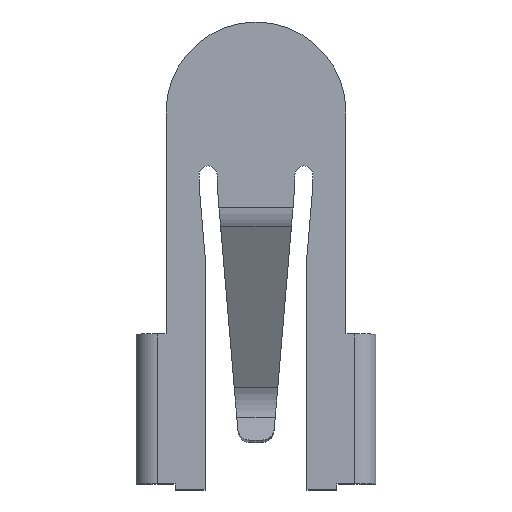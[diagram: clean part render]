
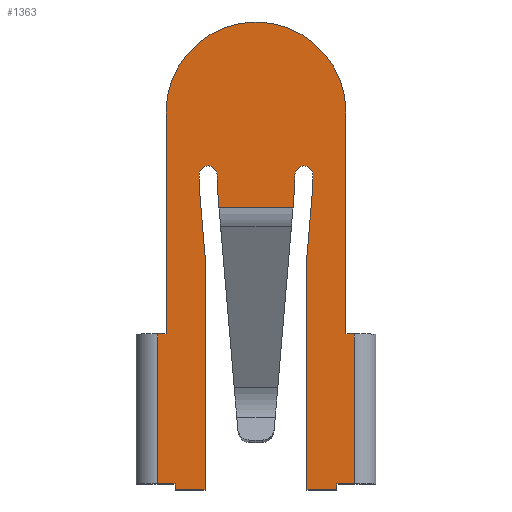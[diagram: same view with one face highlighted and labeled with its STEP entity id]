
A CAD part, top view. The second image highlights one B-rep face of the part: STEP entity #1363.
In plain terms, the highlighted planar face has unit normal (0, 0, 1).
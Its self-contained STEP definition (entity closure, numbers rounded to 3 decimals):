
#134=DIRECTION('',(1.,0.,0.));
#135=VECTOR('',#134,0.616);
#136=CARTESIAN_POINT('',(-0.308,1.4,0.));
#137=LINE('',#136,#135);
#138=DIRECTION('',(0.085,-0.996,0.));
#139=VECTOR('',#138,0.201);
#140=CARTESIAN_POINT('',(-0.325,1.6,0.));
#141=LINE('',#140,#139);
#142=DIRECTION('',(0.,-1.,0.));
#143=VECTOR('',#142,0.05);
#144=CARTESIAN_POINT('',(-0.325,1.65,0.));
#145=LINE('',#144,#143);
#146=DIRECTION('',(0.,-1.,0.));
#147=VECTOR('',#146,0.025);
#148=CARTESIAN_POINT('',(-0.325,1.675,0.));
#149=LINE('',#148,#147);
#150=CARTESIAN_POINT('',(-0.4,1.675,0.));
#151=DIRECTION('',(0.,0.,-1.));
#152=DIRECTION('',(-1.,0.,0.));
#153=AXIS2_PLACEMENT_3D('',#150,#151,#152);
#155=DIRECTION('',(0.,1.,0.));
#156=VECTOR('',#155,0.025);
#157=CARTESIAN_POINT('',(-0.475,1.65,0.));
#158=LINE('',#157,#156);
#159=DIRECTION('',(0.,1.,0.));
#160=VECTOR('',#159,0.056);
#161=CARTESIAN_POINT('',(-0.475,1.594,0.));
#162=LINE('',#161,#160);
#163=DIRECTION('',(-0.085,0.996,0.));
#164=VECTOR('',#163,0.592);
#165=CARTESIAN_POINT('',(-0.425,1.005,0.));
#166=LINE('',#165,#164);
#167=DIRECTION('',(0.,1.,0.));
#168=VECTOR('',#167,1.955);
#169=CARTESIAN_POINT('',(-0.425,-0.95,0.));
#170=LINE('',#169,#168);
#171=DIRECTION('',(1.,0.,0.));
#172=VECTOR('',#171,0.25);
#173=CARTESIAN_POINT('',(-0.675,-0.95,0.));
#174=LINE('',#173,#172);
#175=DIRECTION('',(0.,-1.,0.));
#176=VECTOR('',#175,0.05);
#177=CARTESIAN_POINT('',(-0.675,-0.9,0.));
#178=LINE('',#177,#176);
#179=DIRECTION('',(1.,0.,0.));
#180=VECTOR('',#179,0.145);
#181=CARTESIAN_POINT('',(-0.82,-0.9,0.));
#182=LINE('',#181,#180);
#183=DIRECTION('',(0.,1.,0.));
#184=VECTOR('',#183,1.25);
#185=CARTESIAN_POINT('',(-0.82,-0.9,0.));
#186=LINE('',#185,#184);
#187=DIRECTION('',(-1.,0.,0.));
#188=VECTOR('',#187,0.07);
#189=CARTESIAN_POINT('',(-0.75,0.35,0.));
#190=LINE('',#189,#188);
#191=DIRECTION('',(0.,-1.,0.));
#192=VECTOR('',#191,1.85);
#193=CARTESIAN_POINT('',(-0.75,2.2,0.));
#194=LINE('',#193,#192);
#195=CARTESIAN_POINT('',(0.,2.2,0.));
#196=DIRECTION('',(0.,0.,1.));
#197=DIRECTION('',(1.,0.,0.));
#198=AXIS2_PLACEMENT_3D('',#195,#196,#197);
#200=DIRECTION('',(0.,1.,0.));
#201=VECTOR('',#200,1.85);
#202=CARTESIAN_POINT('',(0.75,0.35,0.));
#203=LINE('',#202,#201);
#204=DIRECTION('',(-1.,0.,0.));
#205=VECTOR('',#204,0.07);
#206=CARTESIAN_POINT('',(0.82,0.35,0.));
#207=LINE('',#206,#205);
#208=DIRECTION('',(0.,-1.,0.));
#209=VECTOR('',#208,1.25);
#210=CARTESIAN_POINT('',(0.82,0.35,0.));
#211=LINE('',#210,#209);
#212=DIRECTION('',(1.,0.,0.));
#213=VECTOR('',#212,0.145);
#214=CARTESIAN_POINT('',(0.675,-0.9,0.));
#215=LINE('',#214,#213);
#216=DIRECTION('',(0.,1.,0.));
#217=VECTOR('',#216,0.05);
#218=CARTESIAN_POINT('',(0.675,-0.95,0.));
#219=LINE('',#218,#217);
#220=DIRECTION('',(1.,0.,0.));
#221=VECTOR('',#220,0.25);
#222=CARTESIAN_POINT('',(0.425,-0.95,0.));
#223=LINE('',#222,#221);
#224=DIRECTION('',(0.,-1.,0.));
#225=VECTOR('',#224,1.955);
#226=CARTESIAN_POINT('',(0.425,1.005,0.));
#227=LINE('',#226,#225);
#228=DIRECTION('',(-0.085,-0.996,0.));
#229=VECTOR('',#228,0.592);
#230=CARTESIAN_POINT('',(0.475,1.594,0.));
#231=LINE('',#230,#229);
#232=DIRECTION('',(0.,-1.,0.));
#233=VECTOR('',#232,0.056);
#234=CARTESIAN_POINT('',(0.475,1.65,0.));
#235=LINE('',#234,#233);
#236=DIRECTION('',(0.,-1.,0.));
#237=VECTOR('',#236,0.025);
#238=CARTESIAN_POINT('',(0.475,1.675,0.));
#239=LINE('',#238,#237);
#240=CARTESIAN_POINT('',(0.4,1.675,0.));
#241=DIRECTION('',(0.,0.,-1.));
#242=DIRECTION('',(-1.,0.,0.));
#243=AXIS2_PLACEMENT_3D('',#240,#241,#242);
#245=DIRECTION('',(0.,1.,0.));
#246=VECTOR('',#245,0.025);
#247=CARTESIAN_POINT('',(0.325,1.65,0.));
#248=LINE('',#247,#246);
#249=DIRECTION('',(0.,1.,0.));
#250=VECTOR('',#249,0.05);
#251=CARTESIAN_POINT('',(0.325,1.6,0.));
#252=LINE('',#251,#250);
#253=DIRECTION('',(0.085,0.996,0.));
#254=VECTOR('',#253,0.201);
#255=CARTESIAN_POINT('',(0.308,1.4,0.));
#256=LINE('',#255,#254);
#1066=CARTESIAN_POINT('',(0.475,1.675,0.));
#1067=CARTESIAN_POINT('',(0.475,1.65,0.));
#1068=VERTEX_POINT('',#1066);
#1069=VERTEX_POINT('',#1067);
#1070=CARTESIAN_POINT('',(0.475,1.594,0.));
#1071=VERTEX_POINT('',#1070);
#1072=CARTESIAN_POINT('',(0.425,1.005,0.));
#1073=VERTEX_POINT('',#1072);
#1074=CARTESIAN_POINT('',(0.425,-0.95,0.));
#1075=VERTEX_POINT('',#1074);
#1076=CARTESIAN_POINT('',(0.675,-0.95,0.));
#1077=VERTEX_POINT('',#1076);
#1078=CARTESIAN_POINT('',(0.675,-0.9,0.));
#1079=VERTEX_POINT('',#1078);
#1080=CARTESIAN_POINT('',(0.75,0.35,0.));
#1081=CARTESIAN_POINT('',(0.75,2.2,0.));
#1082=VERTEX_POINT('',#1080);
#1083=VERTEX_POINT('',#1081);
#1084=CARTESIAN_POINT('',(-0.75,2.2,0.));
#1085=VERTEX_POINT('',#1084);
#1086=CARTESIAN_POINT('',(-0.75,0.35,0.));
#1087=VERTEX_POINT('',#1086);
#1088=CARTESIAN_POINT('',(-0.675,-0.9,0.));
#1089=CARTESIAN_POINT('',(-0.675,-0.95,0.));
#1090=VERTEX_POINT('',#1088);
#1091=VERTEX_POINT('',#1089);
#1092=CARTESIAN_POINT('',(-0.425,-0.95,0.));
#1093=VERTEX_POINT('',#1092);
#1094=CARTESIAN_POINT('',(-0.425,1.005,0.));
#1095=VERTEX_POINT('',#1094);
#1096=CARTESIAN_POINT('',(-0.475,1.594,0.));
#1097=VERTEX_POINT('',#1096);
#1098=CARTESIAN_POINT('',(-0.475,1.65,0.));
#1099=VERTEX_POINT('',#1098);
#1100=CARTESIAN_POINT('',(-0.475,1.675,0.));
#1101=VERTEX_POINT('',#1100);
#1102=CARTESIAN_POINT('',(-0.325,1.675,0.));
#1103=VERTEX_POINT('',#1102);
#1104=CARTESIAN_POINT('',(-0.325,1.65,0.));
#1105=VERTEX_POINT('',#1104);
#1106=CARTESIAN_POINT('',(-0.325,1.6,0.));
#1107=VERTEX_POINT('',#1106);
#1108=CARTESIAN_POINT('',(0.325,1.6,0.));
#1109=CARTESIAN_POINT('',(0.325,1.65,0.));
#1110=VERTEX_POINT('',#1108);
#1111=VERTEX_POINT('',#1109);
#1112=CARTESIAN_POINT('',(0.325,1.675,0.));
#1113=VERTEX_POINT('',#1112);
#1162=CARTESIAN_POINT('',(0.82,0.35,0.));
#1163=CARTESIAN_POINT('',(0.82,-0.9,0.));
#1164=VERTEX_POINT('',#1162);
#1165=VERTEX_POINT('',#1163);
#1170=CARTESIAN_POINT('',(-0.82,-0.9,0.));
#1171=CARTESIAN_POINT('',(-0.82,0.35,0.));
#1172=VERTEX_POINT('',#1170);
#1173=VERTEX_POINT('',#1171);
#1196=CARTESIAN_POINT('',(-0.308,1.4,0.));
#1197=CARTESIAN_POINT('',(0.308,1.4,0.));
#1198=VERTEX_POINT('',#1196);
#1199=VERTEX_POINT('',#1197);
#1296=CARTESIAN_POINT('',(0.,0.,0.));
#1297=DIRECTION('',(0.,0.,1.));
#1298=DIRECTION('',(1.,0.,0.));
#1299=AXIS2_PLACEMENT_3D('',#1296,#1297,#1298);
#1300=PLANE('',#1299);
#1302=ORIENTED_EDGE('',*,*,#1301,.F.);
#1304=ORIENTED_EDGE('',*,*,#1303,.F.);
#1306=ORIENTED_EDGE('',*,*,#1305,.F.);
#1308=ORIENTED_EDGE('',*,*,#1307,.F.);
#1310=ORIENTED_EDGE('',*,*,#1309,.F.);
#1312=ORIENTED_EDGE('',*,*,#1311,.F.);
#1314=ORIENTED_EDGE('',*,*,#1313,.F.);
#1316=ORIENTED_EDGE('',*,*,#1315,.F.);
#1318=ORIENTED_EDGE('',*,*,#1317,.F.);
#1320=ORIENTED_EDGE('',*,*,#1319,.F.);
#1322=ORIENTED_EDGE('',*,*,#1321,.F.);
#1324=ORIENTED_EDGE('',*,*,#1323,.F.);
#1326=ORIENTED_EDGE('',*,*,#1325,.T.);
#1328=ORIENTED_EDGE('',*,*,#1327,.F.);
#1330=ORIENTED_EDGE('',*,*,#1329,.F.);
#1332=ORIENTED_EDGE('',*,*,#1331,.F.);
#1334=ORIENTED_EDGE('',*,*,#1333,.F.);
#1336=ORIENTED_EDGE('',*,*,#1335,.F.);
#1338=ORIENTED_EDGE('',*,*,#1337,.T.);
#1340=ORIENTED_EDGE('',*,*,#1339,.F.);
#1342=ORIENTED_EDGE('',*,*,#1341,.F.);
#1344=ORIENTED_EDGE('',*,*,#1343,.F.);
#1346=ORIENTED_EDGE('',*,*,#1345,.F.);
#1348=ORIENTED_EDGE('',*,*,#1347,.F.);
#1350=ORIENTED_EDGE('',*,*,#1349,.F.);
#1352=ORIENTED_EDGE('',*,*,#1351,.F.);
#1354=ORIENTED_EDGE('',*,*,#1353,.F.);
#1356=ORIENTED_EDGE('',*,*,#1355,.F.);
#1358=ORIENTED_EDGE('',*,*,#1357,.F.);
#1360=ORIENTED_EDGE('',*,*,#1359,.F.);
#1361=EDGE_LOOP('',(#1302,#1304,#1306,#1308,#1310,#1312,#1314,#1316,#1318,#1320,
#1322,#1324,#1326,#1328,#1330,#1332,#1334,#1336,#1338,#1340,#1342,#1344,#1346,
#1348,#1350,#1352,#1354,#1356,#1358,#1360));
#1362=FACE_OUTER_BOUND('',#1361,.F.);
#154=CIRCLE('',#153,0.075);
#199=CIRCLE('',#198,0.75);
#244=CIRCLE('',#243,0.075);
#1301=EDGE_CURVE('',#1198,#1199,#137,.T.);
#1303=EDGE_CURVE('',#1107,#1198,#141,.T.);
#1305=EDGE_CURVE('',#1105,#1107,#145,.T.);
#1307=EDGE_CURVE('',#1103,#1105,#149,.T.);
#1309=EDGE_CURVE('',#1101,#1103,#154,.T.);
#1311=EDGE_CURVE('',#1099,#1101,#158,.T.);
#1313=EDGE_CURVE('',#1097,#1099,#162,.T.);
#1315=EDGE_CURVE('',#1095,#1097,#166,.T.);
#1317=EDGE_CURVE('',#1093,#1095,#170,.T.);
#1319=EDGE_CURVE('',#1091,#1093,#174,.T.);
#1321=EDGE_CURVE('',#1090,#1091,#178,.T.);
#1323=EDGE_CURVE('',#1172,#1090,#182,.T.);
#1325=EDGE_CURVE('',#1172,#1173,#186,.T.);
#1327=EDGE_CURVE('',#1087,#1173,#190,.T.);
#1329=EDGE_CURVE('',#1085,#1087,#194,.T.);
#1331=EDGE_CURVE('',#1083,#1085,#199,.T.);
#1333=EDGE_CURVE('',#1082,#1083,#203,.T.);
#1335=EDGE_CURVE('',#1164,#1082,#207,.T.);
#1337=EDGE_CURVE('',#1164,#1165,#211,.T.);
#1339=EDGE_CURVE('',#1079,#1165,#215,.T.);
#1341=EDGE_CURVE('',#1077,#1079,#219,.T.);
#1343=EDGE_CURVE('',#1075,#1077,#223,.T.);
#1345=EDGE_CURVE('',#1073,#1075,#227,.T.);
#1347=EDGE_CURVE('',#1071,#1073,#231,.T.);
#1349=EDGE_CURVE('',#1069,#1071,#235,.T.);
#1351=EDGE_CURVE('',#1068,#1069,#239,.T.);
#1353=EDGE_CURVE('',#1113,#1068,#244,.T.);
#1355=EDGE_CURVE('',#1111,#1113,#248,.T.);
#1357=EDGE_CURVE('',#1110,#1111,#252,.T.);
#1359=EDGE_CURVE('',#1199,#1110,#256,.T.);
#1363=ADVANCED_FACE('',(#1362),#1300,.T.);
